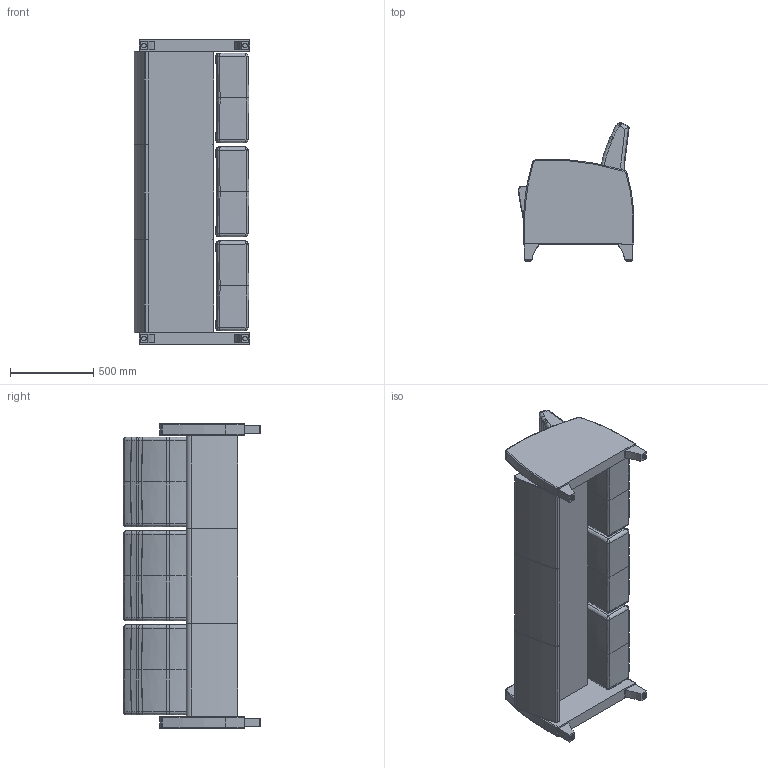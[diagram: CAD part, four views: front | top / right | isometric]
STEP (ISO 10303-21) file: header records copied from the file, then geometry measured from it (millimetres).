
FILE_DESCRIPTION(/* description */ (''),/* implementation_level */ '2;1');
FILE_NAME(/* name */ 'KOU30F (SYMBOL).stp',/* time_stamp */ '2017-03-13T17:06:38-04:00',/* author */ ('emerkel'),/* organization */ (''),/* preprocessor_version */ 'ST-DEVELOPER v16.5',/* originating_system */ 'Autodesk Inventor 2017',/* authorisation */ '');
FILE_SCHEMA (('AUTOMOTIVE_DESIGN { 1 0 10303 214 3 1 1 }'));
Length unit declared in the file: inch
Products named in the file (7): KOU30F (SYMBOL); KOD10 ARM2; KOU10 SEAT; KOU10 NEW BACK; NEW KOU LEG; NEW KOU LEG_1; GLIDE APFAA06-1
Assembly tree (12 placements, depth 3):
  KOU30F (SYMBOL)
    KOD10 ARM2  x2
    KOU10 SEAT
    KOU10 NEW BACK  x3
    NEW KOU LEG  x4
      NEW KOU LEG_1
      GLIDE APFAA06-1
Bounding box: 694.61 x 828.37 x 1828.8 mm (x, y, z)
Volume: 323633412.2 mm3; surface area: 7503295.4 mm2
Topology: 30 solids, 30 shells, 653 faces, 1533 edges, 940 vertices
Faces by surface type: bspline 264, plane 194, cylinder 85, cone 64, torus 46
Full cylindrical faces by diameter (mm): 10.77 x4, 16.002 x4, 19.05 x4, 28.575 x4
Entity records: 9596 total; most frequent: CARTESIAN_POINT 3972, ORIENTED_EDGE 1154, DIRECTION 1122, EDGE_CURVE 577, AXIS2_PLACEMENT_3D 478, VERTEX_POINT 359, CIRCLE 267, EDGE_LOOP 252
